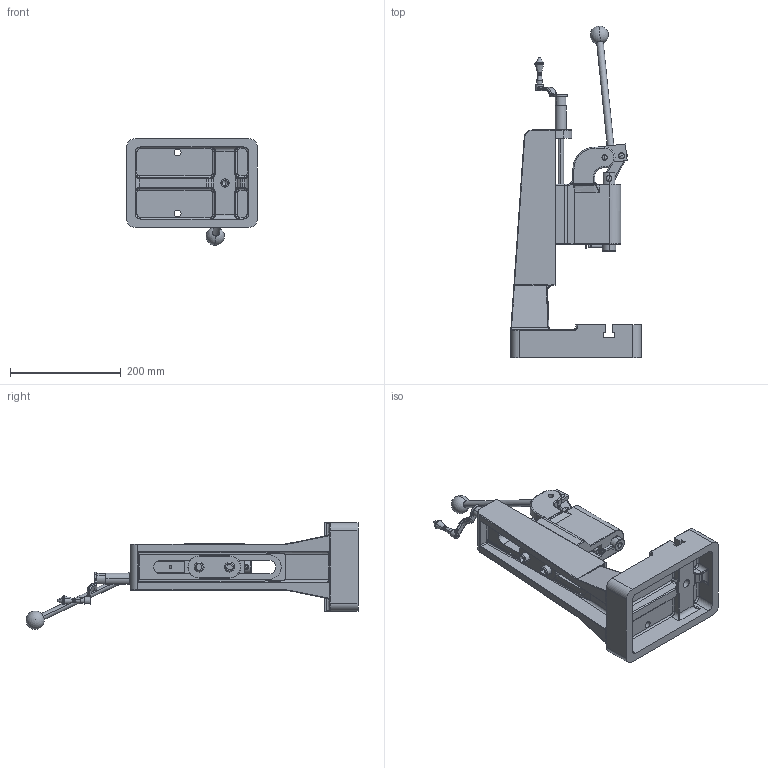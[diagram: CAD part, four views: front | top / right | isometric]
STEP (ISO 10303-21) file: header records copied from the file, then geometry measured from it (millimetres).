
FILE_DESCRIPTION (( 'STEP AP214' ), '1' );
FILE_NAME ('Presse KH 800.STEP', '2024-09-23T05:07:06', ( '' ), ( '' ), 'SwSTEP 2.0', 'SolidWorks 2021', '' );
FILE_SCHEMA (( 'AUTOMOTIVE_DESIGN' ));
Length unit declared in the file: millimetre
Products named in the file (18): Gewindekopf; Pleul; Presse KH 800; Welle; Zylinderstift_ISO8734-A__DIN6325_konfig_00357860_DIN 6325  10m6x24; Kurbelhebel; Grundkorpus; Spindelklotz; Hebelklotz; Zugfeder; Hebel; Gewindestange; Zylinderschraube_ISO4762__DIN912_konfig_00297417_DIN912 M12x50; Zylinderstift_ISO8734-A__DIN6325_konfig_00357860_DIN 6325  10m6x40; Federspannstift; Kurbel; Pressenkopf; Führungsplatte
Assembly tree (19 placements, depth 2):
  Presse KH 800
    Gewindekopf
    Zugfeder
    Zylinderstift_ISO8734-A__DIN6325_konfig_00357860_DIN 6325  10m6x24  x2
    Zylinderstift_ISO8734-A__DIN6325_konfig_00357860_DIN 6325  10m6x40
    Zylinderschraube_ISO4762__DIN912_konfig_00297417_DIN912 M12x50  x2
    Grundkorpus
    Führungsplatte
    Kurbelhebel
    Hebel
    Kurbel
    Federspannstift
    Hebelklotz
    Welle
    Pressenkopf
    Spindelklotz
    Gewindestange
    Pleul
Bounding box: 235 x 598.54 x 192.36 mm (x, y, z)
Volume: 3289345.9 mm3; surface area: 478254.2 mm2
Topology: 19 solids, 19 shells, 987 faces, 2328 edges, 1353 vertices
Faces by surface type: cylinder 367, plane 223, torus 139, bspline 123, cone 97, sphere 38
Entity records: 43727 total; most frequent: CARTESIAN_POINT 15142, DIRECTION 4589, ORIENTED_EDGE 4408, EDGE_CURVE 2204, AXIS2_PLACEMENT_3D 1857, VERTEX_POINT 1306, EDGE_LOOP 1040, CIRCLE 1003
